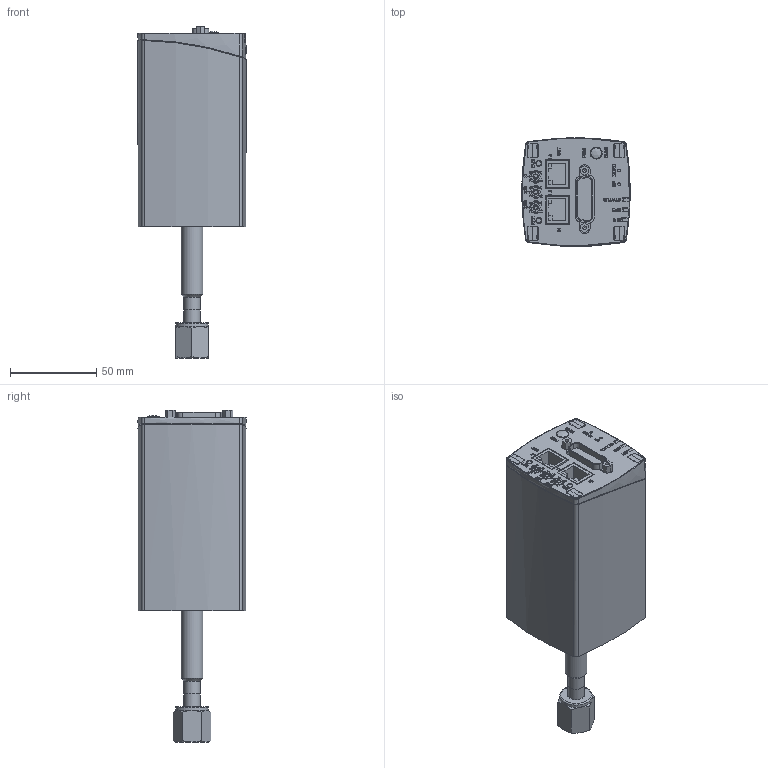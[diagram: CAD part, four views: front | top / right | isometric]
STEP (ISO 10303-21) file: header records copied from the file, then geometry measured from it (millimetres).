
FILE_DESCRIPTION(/* description */ (''),/* implementation_level */ '2;1');
FILE_NAME(/* name */ 'MCDG100D2_4-VCR-f-ECAT.stp',/* time_stamp */ '2016-07-07T13:29:43+02:00',/* author */ ('VCRC_L'),/* organization */ (''),/* preprocessor_version */ 'ST-DEVELOPER v15.2',/* originating_system */ 'Autodesk Inventor 2014',/* authorisation */ '');
FILE_SCHEMA (('AUTOMOTIVE_DESIGN { 1 0 10303 214 3 1 1 }'));
Length unit declared in the file: millimetre
Products named in the file (1): MCDG100D2_4-VCR-f-ECAT
Bounding box: 63 x 62.79 x 192.8 mm (x, y, z)
Volume: 96335.2 mm3; surface area: 94725.1 mm2
Topology: 4 solids, 4 shells, 4630 faces, 12428 edges, 7997 vertices
Faces by surface type: plane 3244, cylinder 729, bspline 341, torus 143, cone 129, sphere 44
Full cylindrical faces by diameter (mm): 1.5 x2, 1.763 x1, 2.013 x3, 2.156 x2, 2.5 x10, 2.6 x2, 2.8 x10, 2.845 x2, 2.9 x2, 3 x3, 3.2 x6, 3.4 x2, 3.5 x2, 3.6 x3, 3.8 x2, 4.5 x1, 5.4 x1, 6 x3, 6.4 x1, 6.7 x1, 7 x1, 7.2 x1, 7.9 x1, 9.5 x1, 9.525 x1, 9.6 x2, 9.9 x1, 10.2 x1, 10.6 x1, 11.3 x1
Entity records: 161055 total; most frequent: CARTESIAN_POINT 42544, ORIENTED_EDGE 24318, DIRECTION 22070, EDGE_CURVE 12156, LINE 9296, VECTOR 9296, VERTEX_POINT 7944, AXIS2_PLACEMENT_3D 6387
